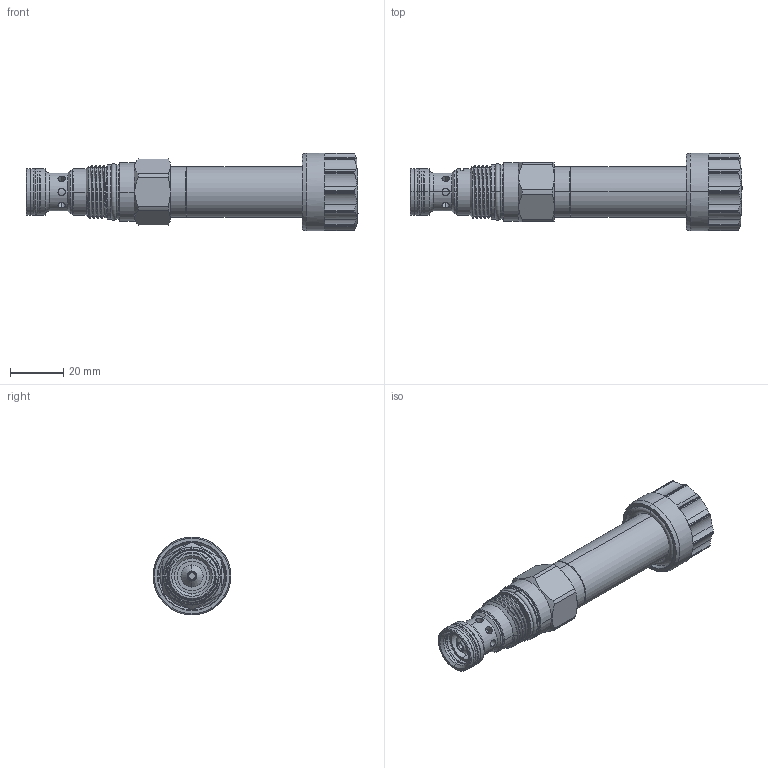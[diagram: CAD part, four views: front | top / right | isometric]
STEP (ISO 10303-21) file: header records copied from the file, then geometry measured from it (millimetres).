
FILE_DESCRIPTION (( 'STEP AP203' ), '1' );
FILE_NAME ('PFC13A2D-N.STEP', '2016-07-26T07:00:04', ( '' ), ( '' ), 'SwSTEP 2.0', 'SolidWorks 2012', '' );
FILE_SCHEMA (( 'CONFIG_CONTROL_DESIGN' ));
Length unit declared in the file: millimetre
Products named in the file (1): PFC13A2D-N
Bounding box: 124.53 x 29.2 x 29.2 mm (x, y, z)
Volume: 40920.5 mm3; surface area: 16533.6 mm2
Topology: 6 solids, 6 shells, 379 faces, 928 edges, 593 vertices
Faces by surface type: cylinder 173, plane 120, cone 54, torus 20, bspline 12
Entity records: 15816 total; most frequent: CARTESIAN_POINT 6966, ORIENTED_EDGE 1856, DIRECTION 1801, EDGE_CURVE 928, AXIS2_PLACEMENT_3D 690, VERTEX_POINT 593, LINE 421, VECTOR 421
